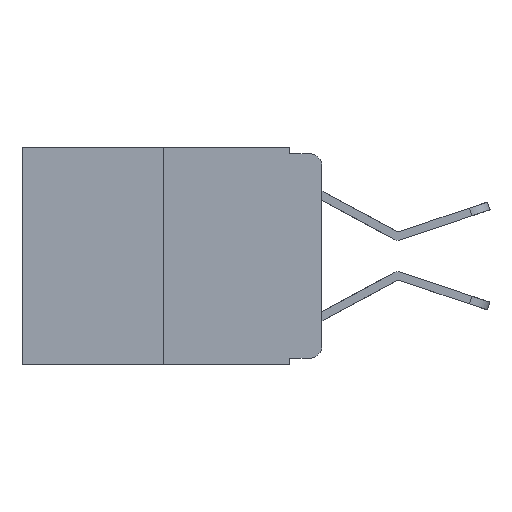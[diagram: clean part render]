
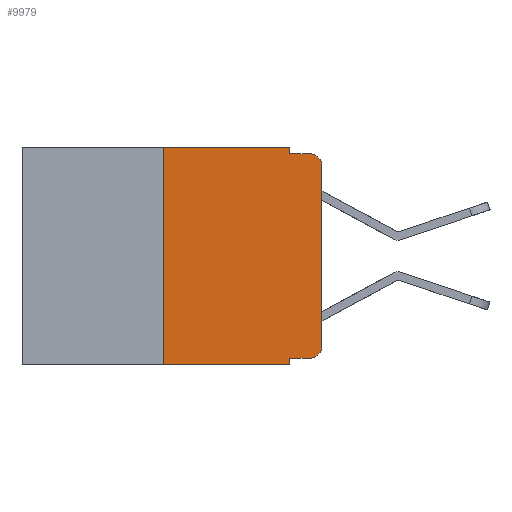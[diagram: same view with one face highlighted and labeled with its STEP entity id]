
A CAD part, left-side view. The second image highlights one B-rep face of the part: STEP entity #9979.
In plain terms, the highlighted planar face has unit normal (-1, 0, 0).
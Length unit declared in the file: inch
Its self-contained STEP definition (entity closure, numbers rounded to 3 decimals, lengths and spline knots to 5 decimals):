
#197 = CARTESIAN_POINT ( 'NONE',  ( 0., 0.473, 0. ) ) ;
#753 = VERTEX_POINT ( 'NONE', #17558 ) ;
#792 = EDGE_CURVE ( 'NONE', #8091, #7972, #4406, .T. ) ;
#927 = VECTOR ( 'NONE', #16463, 39.37008 ) ;
#1137 = EDGE_CURVE ( 'NONE', #7473, #7160, #16339, .T. ) ;
#1255 = DIRECTION ( 'NONE',  ( 1., 0., 0. ) ) ;
#1453 = CARTESIAN_POINT ( 'NONE',  ( 0., 0.051, -0.01 ) ) ;
#1643 = VERTEX_POINT ( 'NONE', #14796 ) ;
#1804 = CARTESIAN_POINT ( 'NONE',  ( 0., 0., 0. ) ) ;
#1858 = DIRECTION ( 'NONE',  ( 0., 0., 1. ) ) ;
#1893 = EDGE_CURVE ( 'NONE', #753, #1643, #15648, .T. ) ;
#2112 = ORIENTED_EDGE ( 'NONE', *, *, #9592, .T. ) ;
#2286 = CIRCLE ( 'NONE', #10552, 0.02 ) ;
#2574 = CARTESIAN_POINT ( 'NONE',  ( 0., 0.051, 0. ) ) ;
#4406 = LINE ( 'NONE', #16624, #927 ) ;
#4939 = EDGE_CURVE ( 'NONE', #6555, #12881, #2286, .T. ) ;
#5552 = LINE ( 'NONE', #8680, #6034 ) ;
#5667 = CARTESIAN_POINT ( 'NONE',  ( 0., 0.473, 0. ) ) ;
#5746 = DIRECTION ( 'NONE',  ( 0., 0., -1. ) ) ;
#5768 = DIRECTION ( 'NONE',  ( -1., 0., 0. ) ) ;
#5862 = CARTESIAN_POINT ( 'NONE',  ( 0., 0.051, 0. ) ) ;
#6034 = VECTOR ( 'NONE', #17228, 39.37008 ) ;
#6486 = FACE_OUTER_BOUND ( 'NONE', #18312, .T. ) ;
#6491 = VECTOR ( 'NONE', #12738, 39.37008 ) ;
#6552 = CARTESIAN_POINT ( 'NONE',  ( 0., 0., -0.313 ) ) ;
#6555 = VERTEX_POINT ( 'NONE', #12751 ) ;
#6737 = AXIS2_PLACEMENT_3D ( 'NONE', #9082, #14901, #12840 ) ;
#6935 = CARTESIAN_POINT ( 'NONE',  ( 0., 0.051, -0.01 ) ) ;
#7160 = VERTEX_POINT ( 'NONE', #9828 ) ;
#7473 = VERTEX_POINT ( 'NONE', #10521 ) ;
#7486 = DIRECTION ( 'NONE',  ( 0., -1., 0. ) ) ;
#7972 = VERTEX_POINT ( 'NONE', #1453 ) ;
#8091 = VERTEX_POINT ( 'NONE', #2574 ) ;
#8194 = CARTESIAN_POINT ( 'NONE',  ( 0., 0.051, -0.343 ) ) ;
#8254 = EDGE_CURVE ( 'NONE', #8941, #13514, #13350, .T. ) ;
#8285 = CARTESIAN_POINT ( 'NONE',  ( 0., 0.02, -0.313 ) ) ;
#8680 = CARTESIAN_POINT ( 'NONE',  ( 0., 0.473, -0.343 ) ) ;
#8750 = VECTOR ( 'NONE', #1858, 39.37008 ) ;
#8941 = VERTEX_POINT ( 'NONE', #10157 ) ;
#9082 = CARTESIAN_POINT ( 'NONE',  ( 0., 0.02, -0.03 ) ) ;
#9441 = ORIENTED_EDGE ( 'NONE', *, *, #14096, .T. ) ;
#9592 = EDGE_CURVE ( 'NONE', #8941, #6555, #13718, .T. ) ;
#9651 = VECTOR ( 'NONE', #10588, 39.37008 ) ;
#9828 = CARTESIAN_POINT ( 'NONE',  ( 0., 0.25, 0. ) ) ;
#9979 = ADVANCED_FACE ( 'NONE', ( #6486 ), #9994, .F. ) ;
#9994 = PLANE ( 'NONE',  #18731 ) ;
#10157 = CARTESIAN_POINT ( 'NONE',  ( 0., 0.051, -0.333 ) ) ;
#10312 = CARTESIAN_POINT ( 'NONE',  ( 0., 0.051, -0.333 ) ) ;
#10343 = ORIENTED_EDGE ( 'NONE', *, *, #1137, .F. ) ;
#10362 = ORIENTED_EDGE ( 'NONE', *, *, #8254, .F. ) ;
#10521 = CARTESIAN_POINT ( 'NONE',  ( 0., 0.25, -0.343 ) ) ;
#10552 = AXIS2_PLACEMENT_3D ( 'NONE', #8285, #5768, #5746 ) ;
#10588 = DIRECTION ( 'NONE',  ( 0., 0., 1. ) ) ;
#10797 = LINE ( 'NONE', #6935, #6491 ) ;
#11496 = DIRECTION ( 'NONE',  ( 0., 0., -1. ) ) ;
#11698 = ORIENTED_EDGE ( 'NONE', *, *, #13572, .F. ) ;
#12146 = ORIENTED_EDGE ( 'NONE', *, *, #1893, .T. ) ;
#12311 = LINE ( 'NONE', #197, #13217 ) ;
#12738 = DIRECTION ( 'NONE',  ( 0., -1., 0. ) ) ;
#12751 = CARTESIAN_POINT ( 'NONE',  ( 0., 0.02, -0.333 ) ) ;
#12840 = DIRECTION ( 'NONE',  ( 0., 0., -1. ) ) ;
#12850 = VECTOR ( 'NONE', #7486, 39.37008 ) ;
#12881 = VERTEX_POINT ( 'NONE', #6552 ) ;
#13217 = VECTOR ( 'NONE', #17623, 39.37008 ) ;
#13286 = ORIENTED_EDGE ( 'NONE', *, *, #4939, .T. ) ;
#13350 = LINE ( 'NONE', #5862, #16642 ) ;
#13514 = VERTEX_POINT ( 'NONE', #8194 ) ;
#13572 = EDGE_CURVE ( 'NONE', #7972, #1643, #10797, .T. ) ;
#13718 = LINE ( 'NONE', #10312, #12850 ) ;
#13761 = CARTESIAN_POINT ( 'NONE',  ( 0., 0.25, 0. ) ) ;
#14096 = EDGE_CURVE ( 'NONE', #7473, #13514, #5552, .T. ) ;
#14129 = ORIENTED_EDGE ( 'NONE', *, *, #15433, .F. ) ;
#14305 = EDGE_CURVE ( 'NONE', #12881, #753, #17672, .T. ) ;
#14796 = CARTESIAN_POINT ( 'NONE',  ( 0., 0.02, -0.01 ) ) ;
#14901 = DIRECTION ( 'NONE',  ( -1., 0., 0. ) ) ;
#15433 = EDGE_CURVE ( 'NONE', #7160, #8091, #12311, .T. ) ;
#15648 = CIRCLE ( 'NONE', #6737, 0.02 ) ;
#15915 = ORIENTED_EDGE ( 'NONE', *, *, #14305, .T. ) ;
#16339 = LINE ( 'NONE', #13761, #8750 ) ;
#16463 = DIRECTION ( 'NONE',  ( 0., 0., -1. ) ) ;
#16624 = CARTESIAN_POINT ( 'NONE',  ( 0., 0.051, 0. ) ) ;
#16642 = VECTOR ( 'NONE', #17322, 39.37008 ) ;
#17228 = DIRECTION ( 'NONE',  ( 0., -1., 0. ) ) ;
#17322 = DIRECTION ( 'NONE',  ( 0., 0., -1. ) ) ;
#17558 = CARTESIAN_POINT ( 'NONE',  ( 0., 0., -0.03 ) ) ;
#17623 = DIRECTION ( 'NONE',  ( 0., -1., 0. ) ) ;
#17672 = LINE ( 'NONE', #1804, #9651 ) ;
#18312 = EDGE_LOOP ( 'NONE', ( #15915, #12146, #11698, #18331, #14129, #10343, #9441, #10362, #2112, #13286 ) ) ;
#18331 = ORIENTED_EDGE ( 'NONE', *, *, #792, .F. ) ;
#18731 = AXIS2_PLACEMENT_3D ( 'NONE', #5667, #1255, #11496 ) ;
